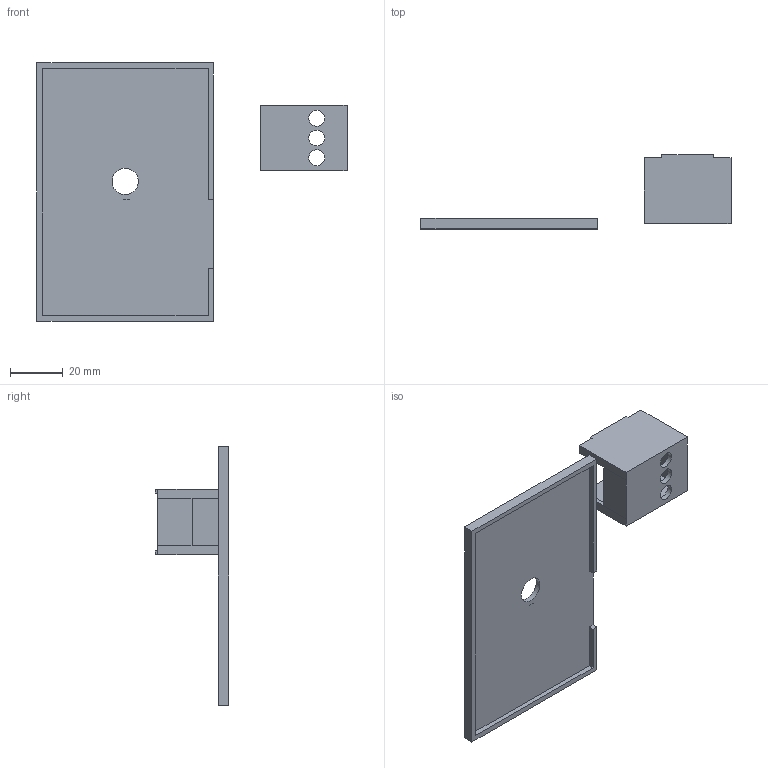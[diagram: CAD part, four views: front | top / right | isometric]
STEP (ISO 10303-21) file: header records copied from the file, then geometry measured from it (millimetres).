
FILE_DESCRIPTION(/* description */ (''),/* implementation_level */ '2;1');
FILE_NAME(/* name */ 'led_box.step',/* time_stamp */ '2020-09-11T14:50:37+08:00',/* author */ (''),/* organization */ (''),/* preprocessor_version */ 'ST-DEVELOPER v18.1',/* originating_system */ 'Autodesk Translation Framework v9.3.0.1241',/* authorisation */ '');
FILE_SCHEMA (('AUTOMOTIVE_DESIGN { 1 0 10303 214 3 1 1 }'));
Length unit declared in the file: millimetre
Products named in the file (1): rpi led box
Bounding box: 117.71 x 28 x 98 mm (x, y, z)
Volume: 19061.8 mm3; surface area: 21534.2 mm2
Topology: 2 solids, 2 shells, 62 faces, 163 edges, 107 vertices
Faces by surface type: plane 58, cylinder 4
Full cylindrical faces by diameter (mm): 6 x3, 10 x1
Entity records: 1927 total; most frequent: CARTESIAN_POINT 333, ORIENTED_EDGE 326, DIRECTION 297, EDGE_CURVE 163, LINE 155, VECTOR 155, VERTEX_POINT 107, EDGE_LOOP 74
